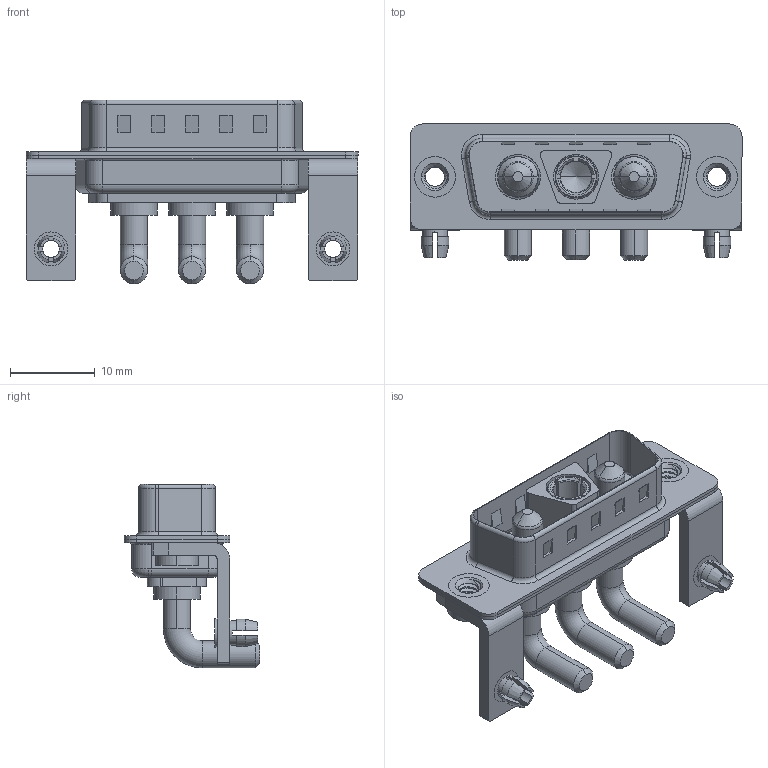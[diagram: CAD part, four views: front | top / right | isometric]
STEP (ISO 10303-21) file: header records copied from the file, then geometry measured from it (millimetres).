
FILE_DESCRIPTION (( 'STEP AP203' ), '1' );
FILE_NAME ('629-3WK3640-3NB.STEP', '2022-05-05T13:01:11', ( '' ), ( '' ), 'SwSTEP 2.0', 'SolidWorks 2020', '' );
FILE_SCHEMA (( 'CONFIG_CONTROL_DESIGN' ));
Length unit declared in the file: millimetre
Products named in the file (9): 629Combo Stabilizer Bracket; 629Combo Threaded Rivet_2; 629Combo Shell Front_15 Contacts; Power Pin_30A RA; Power Socket_30A RA; 629Combo Board Lock; 629Combo Shell Rear_15 Contacts; 629Combo Housing_3WK3; 629-3WK3640-3NB
Assembly tree (12 placements, depth 2):
  629-3WK3640-3NB
    629Combo Housing_3WK3
    629Combo Shell Rear_15 Contacts
    629Combo Shell Front_15 Contacts
    629Combo Threaded Rivet_2  x2
    629Combo Stabilizer Bracket  x2
    629Combo Board Lock  x2
    Power Socket_30A RA
    Power Pin_30A RA  x2
Bounding box: 39.2 x 16.05 x 21.7 mm (x, y, z)
Volume: 2786.2 mm3; surface area: 6270.7 mm2
Topology: 15 solids, 15 shells, 654 faces, 1646 edges, 1045 vertices
Faces by surface type: cylinder 261, plane 261, torus 64, cone 59, bspline 9
Entity records: 18210 total; most frequent: CARTESIAN_POINT 4497, DIRECTION 2765, ORIENTED_EDGE 2586, EDGE_CURVE 1293, AXIS2_PLACEMENT_3D 1044, VERTEX_POINT 823, LINE 677, VECTOR 677
